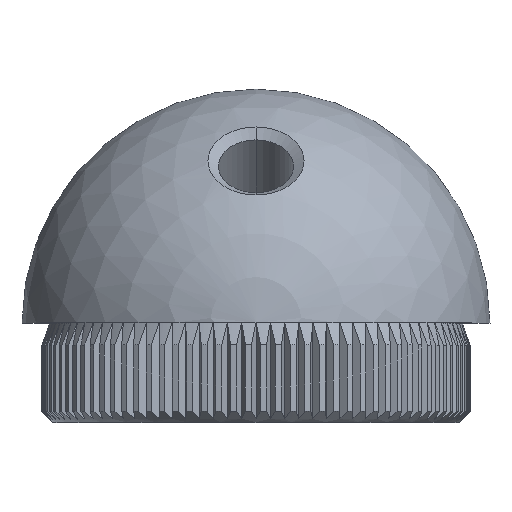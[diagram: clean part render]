
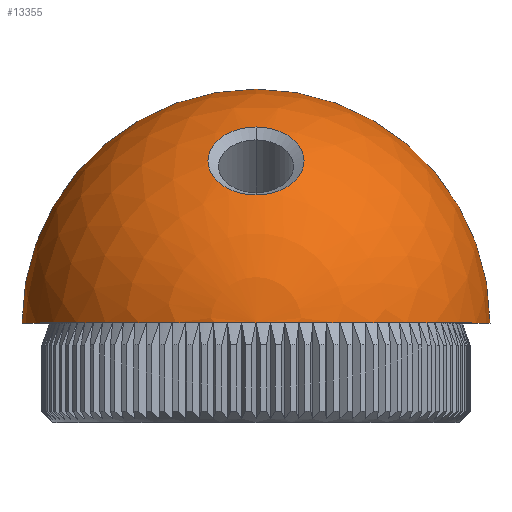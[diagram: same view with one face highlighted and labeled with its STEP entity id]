
A CAD part, top view. The second image highlights one B-rep face of the part: STEP entity #13355.
In plain terms, the highlighted spherical face has radius 21.2 mm.
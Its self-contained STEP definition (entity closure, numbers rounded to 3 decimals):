
#14 = CARTESIAN_POINT ( 'NONE',  ( 0., 9., 0. ) ) ;
#226 = EDGE_CURVE ( 'NONE', #10403, #14787, #7999, .T. ) ;
#857 = CIRCLE ( 'NONE', #19866, 4.361 ) ;
#1172 = CARTESIAN_POINT ( 'NONE',  ( 0., 30.2, 0. ) ) ;
#2031 = AXIS2_PLACEMENT_3D ( 'NONE', #18481, #7662, #11310 ) ;
#2694 = AXIS2_PLACEMENT_3D ( 'NONE', #5073, #18035, #5302 ) ;
#2989 = EDGE_CURVE ( 'NONE', #22889, #7514, #857, .T. ) ;
#3188 = EDGE_CURVE ( 'NONE', #7514, #22889, #13546, .T. ) ;
#4443 = CARTESIAN_POINT ( 'NONE',  ( 0., 20.586, 17.754 ) ) ;
#5073 = CARTESIAN_POINT ( 'NONE',  ( 0., 9., 0. ) ) ;
#5302 = DIRECTION ( 'NONE',  ( 1., 0., 0. ) ) ;
#5649 = ORIENTED_EDGE ( 'NONE', *, *, #2989, .T. ) ;
#5758 = ORIENTED_EDGE ( 'NONE', *, *, #18448, .T. ) ;
#6280 = CARTESIAN_POINT ( 'NONE',  ( -21.2, 9., 0. ) ) ;
#6615 = VERTEX_POINT ( 'NONE', #6280 ) ;
#7459 = ORIENTED_EDGE ( 'NONE', *, *, #9741, .F. ) ;
#7514 = VERTEX_POINT ( 'NONE', #19023 ) ;
#7603 = FACE_BOUND ( 'NONE', #9764, .T. ) ;
#7662 = DIRECTION ( 'NONE',  ( 0., -0.707, -0.707 ) ) ;
#7999 = CIRCLE ( 'NONE', #10503, 21.2 ) ;
#8632 = CARTESIAN_POINT ( 'NONE',  ( 0., 9., 0. ) ) ;
#8944 = DIRECTION ( 'NONE',  ( 1., 0., 0. ) ) ;
#9741 = EDGE_CURVE ( 'NONE', #14787, #6615, #10266, .T. ) ;
#9764 = EDGE_LOOP ( 'NONE', ( #5649, #21074 ) ) ;
#10266 = CIRCLE ( 'NONE', #2694, 21.2 ) ;
#10315 = DIRECTION ( 'NONE',  ( 0., 0.707, -0.707 ) ) ;
#10403 = VERTEX_POINT ( 'NONE', #1172 ) ;
#10503 = AXIS2_PLACEMENT_3D ( 'NONE', #10994, #14446, #16493 ) ;
#10994 = CARTESIAN_POINT ( 'NONE',  ( 0., 9., 0. ) ) ;
#11310 = DIRECTION ( 'NONE',  ( 0., 0.707, -0.707 ) ) ;
#11844 = SPHERICAL_SURFACE ( 'NONE', #17812, 21.2 ) ;
#13028 = AXIS2_PLACEMENT_3D ( 'NONE', #8632, #23113, #21234 ) ;
#13355 = ADVANCED_FACE ( 'NONE', ( #7603, #22544 ), #11844, .T. ) ;
#13546 = CIRCLE ( 'NONE', #2031, 4.361 ) ;
#14047 = ORIENTED_EDGE ( 'NONE', *, *, #226, .F. ) ;
#14446 = DIRECTION ( 'NONE',  ( 0., 0., -1. ) ) ;
#14785 = CIRCLE ( 'NONE', #13028, 21.2 ) ;
#14787 = VERTEX_POINT ( 'NONE', #15116 ) ;
#15116 = CARTESIAN_POINT ( 'NONE',  ( 21.2, 9., 0. ) ) ;
#16287 = DIRECTION ( 'NONE',  ( 0., 0., 1. ) ) ;
#16493 = DIRECTION ( 'NONE',  ( -1., 0., 0. ) ) ;
#17812 = AXIS2_PLACEMENT_3D ( 'NONE', #14, #16287, #8944 ) ;
#18035 = DIRECTION ( 'NONE',  ( 0., -1., 0. ) ) ;
#18448 = EDGE_CURVE ( 'NONE', #10403, #6615, #14785, .T. ) ;
#18481 = CARTESIAN_POINT ( 'NONE',  ( 0., 23.67, 14.67 ) ) ;
#19023 = CARTESIAN_POINT ( 'NONE',  ( 0., 26.754, 11.586 ) ) ;
#19452 = DIRECTION ( 'NONE',  ( 0., -0.707, -0.707 ) ) ;
#19662 = EDGE_LOOP ( 'NONE', ( #14047, #5758, #7459 ) ) ;
#19866 = AXIS2_PLACEMENT_3D ( 'NONE', #21096, #19452, #10315 ) ;
#21074 = ORIENTED_EDGE ( 'NONE', *, *, #3188, .T. ) ;
#21096 = CARTESIAN_POINT ( 'NONE',  ( 0., 23.67, 14.67 ) ) ;
#21234 = DIRECTION ( 'NONE',  ( 1., 0., 0. ) ) ;
#22544 = FACE_OUTER_BOUND ( 'NONE', #19662, .T. ) ;
#22889 = VERTEX_POINT ( 'NONE', #4443 ) ;
#23113 = DIRECTION ( 'NONE',  ( 0., 0., 1. ) ) ;
